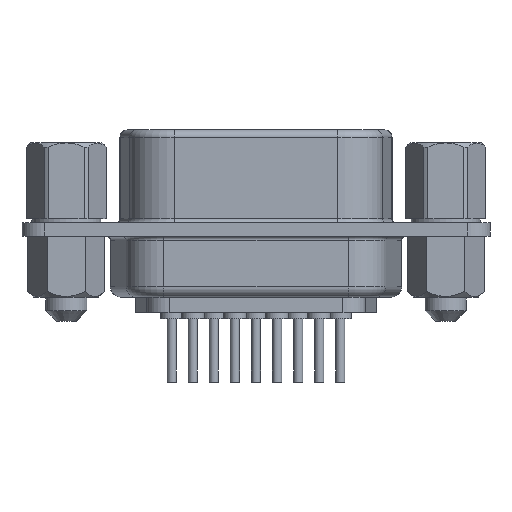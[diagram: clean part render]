
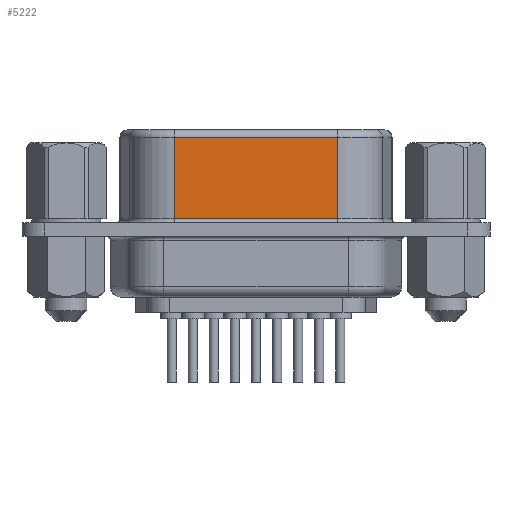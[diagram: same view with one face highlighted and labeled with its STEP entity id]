
A CAD part, front view. The second image highlights one B-rep face of the part: STEP entity #5222.
In plain terms, the highlighted planar face has unit normal (0, -1, 0).
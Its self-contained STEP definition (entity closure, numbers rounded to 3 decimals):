
#361 = LINE ( 'NONE', #3712, #363 ) ;
#363 = VECTOR ( 'NONE', #3747, 1000. ) ;
#375 = LINE ( 'NONE', #3783, #377 ) ;
#377 = VECTOR ( 'NONE', #3786, 1000. ) ;
#2625 = ORIENTED_EDGE ( 'NONE', *, *, #4462, .T. ) ;
#2626 = ORIENTED_EDGE ( 'NONE', *, *, #8371, .T. ) ;
#2627 = ORIENTED_EDGE ( 'NONE', *, *, #4471, .F. ) ;
#2629 = ORIENTED_EDGE ( 'NONE', *, *, #4189, .T. ) ;
#3712 = CARTESIAN_POINT ( 'NONE',  ( -5.368, -4.68, 6.55 ) ) ;
#3747 = DIRECTION ( 'NONE',  ( 0., 0., -1. ) ) ;
#3749 = LINE ( 'NONE', #6698, #3752 ) ;
#3752 = VECTOR ( 'NONE', #6697, 1000. ) ;
#3783 = CARTESIAN_POINT ( 'NONE',  ( 5.368, -4.68, 6.55 ) ) ;
#3786 = DIRECTION ( 'NONE',  ( 0., 0., -1. ) ) ;
#4189 = EDGE_CURVE ( 'NONE', #5695, #5576, #3749, .T. ) ;
#4462 = EDGE_CURVE ( 'NONE', #5576, #5278, #361, .T. ) ;
#4471 = EDGE_CURVE ( 'NONE', #5695, #5389, #375, .T. ) ;
#4645 = FACE_OUTER_BOUND ( 'NONE', #5428, .T. ) ;
#4863 = LINE ( 'NONE', #7733, #4871 ) ;
#4871 = VECTOR ( 'NONE', #7740, 1000. ) ;
#5222 = ADVANCED_FACE ( 'NONE', ( #4645 ), #6889, .F. ) ;
#5278 = VERTEX_POINT ( 'NONE', #6990 ) ;
#5389 = VERTEX_POINT ( 'NONE', #7013 ) ;
#5428 = EDGE_LOOP ( 'NONE', ( #2625, #2626, #2627, #2629 ) ) ;
#5576 = VERTEX_POINT ( 'NONE', #7039 ) ;
#5695 = VERTEX_POINT ( 'NONE', #7044 ) ;
#6697 = DIRECTION ( 'NONE',  ( -1., 0., 0. ) ) ;
#6698 = CARTESIAN_POINT ( 'NONE',  ( -5.96, -4.68, 6.05 ) ) ;
#6889 = PLANE ( 'NONE',  #8521 ) ;
#6891 = CARTESIAN_POINT ( 'NONE',  ( -5.368, -4.68, 6.55 ) ) ;
#6895 = DIRECTION ( 'NONE',  ( 0., 1., 0. ) ) ;
#6896 = DIRECTION ( 'NONE',  ( 0., 0., 1. ) ) ;
#6990 = CARTESIAN_POINT ( 'NONE',  ( -5.368, -4.68, 0.7 ) ) ;
#7013 = CARTESIAN_POINT ( 'NONE',  ( 5.368, -4.68, 0.7 ) ) ;
#7039 = CARTESIAN_POINT ( 'NONE',  ( -5.368, -4.68, 6.05 ) ) ;
#7044 = CARTESIAN_POINT ( 'NONE',  ( 5.368, -4.68, 6.05 ) ) ;
#7733 = CARTESIAN_POINT ( 'NONE',  ( 5.368, -4.68, 0.7 ) ) ;
#7740 = DIRECTION ( 'NONE',  ( 1., 0., 0. ) ) ;
#8371 = EDGE_CURVE ( 'NONE', #5278, #5389, #4863, .T. ) ;
#8521 = AXIS2_PLACEMENT_3D ( 'NONE', #6891, #6895, #6896 ) ;
